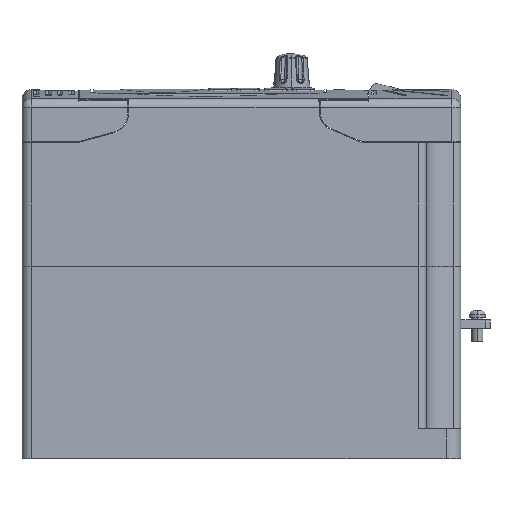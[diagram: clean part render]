
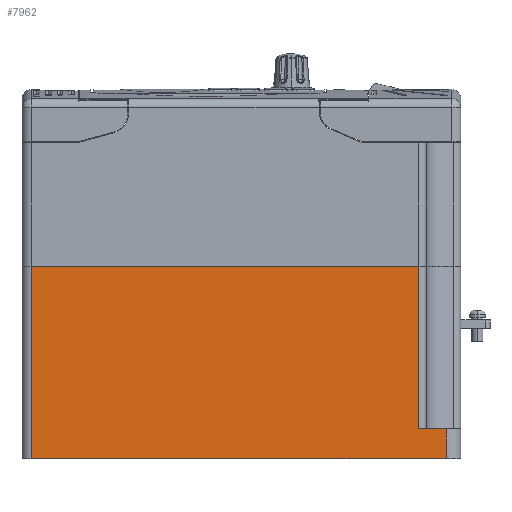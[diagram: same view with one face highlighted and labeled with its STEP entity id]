
A CAD part, left-side view. The second image highlights one B-rep face of the part: STEP entity #7962.
In plain terms, the highlighted planar face has unit normal (-1, 0, 0).
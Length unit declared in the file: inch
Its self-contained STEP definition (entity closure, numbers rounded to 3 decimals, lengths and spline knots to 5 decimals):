
#971 = ORIENTED_EDGE ( 'NONE', *, *, #9935, .T. ) ;
#1145 = VECTOR ( 'NONE', #29083, 39.37008 ) ;
#1600 = PLANE ( 'NONE',  #29371 ) ;
#1764 = CARTESIAN_POINT ( 'NONE',  ( -1.97, 2.975, -3.00547 ) ) ;
#2650 = CARTESIAN_POINT ( 'NONE',  ( -1.97, 2.975, -2.6 ) ) ;
#2793 = CARTESIAN_POINT ( 'NONE',  ( -1.97, 2.975, -3.00447 ) ) ;
#3269 = VECTOR ( 'NONE', #10121, 39.37008 ) ;
#4174 = LINE ( 'NONE', #7192, #3269 ) ;
#4308 = CARTESIAN_POINT ( 'NONE',  ( -1.97, -2.775, -2.6 ) ) ;
#4646 = DIRECTION ( 'NONE',  ( 0., -1., 0. ) ) ;
#5307 = VERTEX_POINT ( 'NONE', #11692 ) ;
#5700 = LINE ( 'NONE', #1764, #20107 ) ;
#5728 = ORIENTED_EDGE ( 'NONE', *, *, #35567, .T. ) ;
#6856 = LINE ( 'NONE', #2793, #32044 ) ;
#6859 = VECTOR ( 'NONE', #13859, 39.37008 ) ;
#6936 = CARTESIAN_POINT ( 'NONE',  ( -1.97, -2.405, -2.6 ) ) ;
#7192 = CARTESIAN_POINT ( 'NONE',  ( -1.97, -2.505, -3.00547 ) ) ;
#7962 = ADVANCED_FACE ( 'NONE', ( #11032 ), #1600, .F. ) ;
#8340 = DIRECTION ( 'NONE',  ( 0., 1., 0. ) ) ;
#8793 = LINE ( 'NONE', #34753, #1145 ) ;
#9460 = CARTESIAN_POINT ( 'NONE',  ( -1.97, -2.775, -3.00447 ) ) ;
#9935 = EDGE_CURVE ( 'NONE', #32730, #19820, #8793, .T. ) ;
#10121 = DIRECTION ( 'NONE',  ( 0., 0., 1. ) ) ;
#10243 = LINE ( 'NONE', #11275, #17012 ) ;
#10644 = CARTESIAN_POINT ( 'NONE',  ( -1.97, 2.975, -3.00547 ) ) ;
#11032 = FACE_OUTER_BOUND ( 'NONE', #24445, .T. ) ;
#11275 = CARTESIAN_POINT ( 'NONE',  ( -1.97, 2.85, -3.00547 ) ) ;
#11692 = CARTESIAN_POINT ( 'NONE',  ( -1.97, -2.505, -3.00547 ) ) ;
#12304 = EDGE_CURVE ( 'NONE', #5307, #34555, #4174, .T. ) ;
#12382 = DIRECTION ( 'NONE',  ( 0., 0., 1. ) ) ;
#12555 = EDGE_CURVE ( 'NONE', #12741, #34555, #6856, .T. ) ;
#12741 = VERTEX_POINT ( 'NONE', #9460 ) ;
#13578 = DIRECTION ( 'NONE',  ( 0., 0., -1. ) ) ;
#13859 = DIRECTION ( 'NONE',  ( 0., -1., 0. ) ) ;
#14366 = DIRECTION ( 'NONE',  ( 0., -1., 0. ) ) ;
#15065 = CARTESIAN_POINT ( 'NONE',  ( -1.97, 2.85, -3.00547 ) ) ;
#16899 = EDGE_CURVE ( 'NONE', #24707, #19820, #22162, .T. ) ;
#16962 = CARTESIAN_POINT ( 'NONE',  ( -1.97, 2.85, -0.4 ) ) ;
#16966 = EDGE_CURVE ( 'NONE', #32730, #33840, #32935, .T. ) ;
#17012 = VECTOR ( 'NONE', #28488, 39.37008 ) ;
#18549 = ORIENTED_EDGE ( 'NONE', *, *, #21069, .T. ) ;
#19079 = ORIENTED_EDGE ( 'NONE', *, *, #36857, .T. ) ;
#19648 = CARTESIAN_POINT ( 'NONE',  ( -1.97, 2.975, -0.4 ) ) ;
#19820 = VERTEX_POINT ( 'NONE', #27597 ) ;
#20107 = VECTOR ( 'NONE', #4646, 39.37008 ) ;
#20759 = ORIENTED_EDGE ( 'NONE', *, *, #16899, .F. ) ;
#21069 = EDGE_CURVE ( 'NONE', #24707, #33657, #10243, .T. ) ;
#22162 = LINE ( 'NONE', #19648, #6859 ) ;
#24393 = VECTOR ( 'NONE', #14366, 39.37008 ) ;
#24445 = EDGE_LOOP ( 'NONE', ( #19079, #25051, #24500, #5728, #26042, #971, #20759, #18549 ) ) ;
#24500 = ORIENTED_EDGE ( 'NONE', *, *, #12555, .F. ) ;
#24707 = VERTEX_POINT ( 'NONE', #16962 ) ;
#25051 = ORIENTED_EDGE ( 'NONE', *, *, #12304, .T. ) ;
#26042 = ORIENTED_EDGE ( 'NONE', *, *, #16966, .F. ) ;
#26059 = VECTOR ( 'NONE', #12382, 39.37008 ) ;
#26991 = CARTESIAN_POINT ( 'NONE',  ( -1.97, -2.505, -3.00447 ) ) ;
#27597 = CARTESIAN_POINT ( 'NONE',  ( -1.97, -2.405, -0.4 ) ) ;
#28488 = DIRECTION ( 'NONE',  ( 0., 0., -1. ) ) ;
#29083 = DIRECTION ( 'NONE',  ( 0., 0., 1. ) ) ;
#29371 = AXIS2_PLACEMENT_3D ( 'NONE', #10644, #30777, #13578 ) ;
#30777 = DIRECTION ( 'NONE',  ( 1., 0., 0. ) ) ;
#32044 = VECTOR ( 'NONE', #8340, 39.37008 ) ;
#32334 = CARTESIAN_POINT ( 'NONE',  ( -1.97, -2.775, -3.00547 ) ) ;
#32730 = VERTEX_POINT ( 'NONE', #6936 ) ;
#32935 = LINE ( 'NONE', #2650, #24393 ) ;
#33657 = VERTEX_POINT ( 'NONE', #15065 ) ;
#33729 = LINE ( 'NONE', #32334, #26059 ) ;
#33840 = VERTEX_POINT ( 'NONE', #4308 ) ;
#34555 = VERTEX_POINT ( 'NONE', #26991 ) ;
#34753 = CARTESIAN_POINT ( 'NONE',  ( -1.97, -2.405, 1.29 ) ) ;
#35567 = EDGE_CURVE ( 'NONE', #12741, #33840, #33729, .T. ) ;
#36857 = EDGE_CURVE ( 'NONE', #33657, #5307, #5700, .T. ) ;
